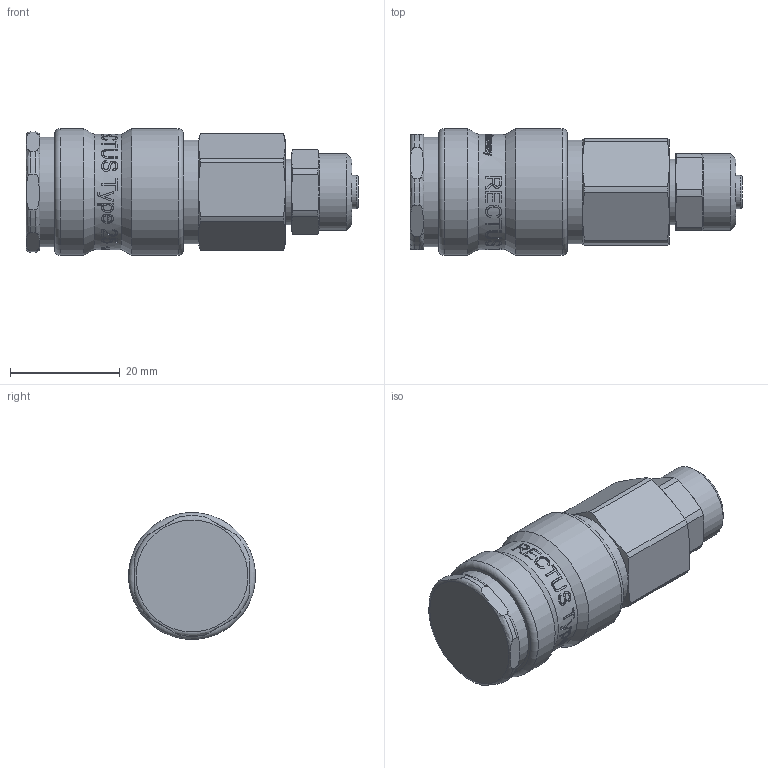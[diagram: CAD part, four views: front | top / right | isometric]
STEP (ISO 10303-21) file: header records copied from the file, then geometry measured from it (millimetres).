
FILE_DESCRIPTION((''),'2;1');
FILE_NAME('25kbko08rvx.stp','2013-02-26T15:37:08',('IA176480'),(''),'Autodesk Inventor 2011','Autodesk Inventor 2011','');
FILE_SCHEMA(('AUTOMOTIVE_DESIGN { 1 0 10303 214 1 1 1 1 }'));
Length unit declared in the file: millimetre
Products named in the file (1): D106005
Bounding box: 60.5 x 23.1 x 23.1 mm (x, y, z)
Volume: 17003.5 mm3; surface area: 8606.5 mm2
Topology: 2 solids, 3 shells, 653 faces, 1706 edges, 1124 vertices
Faces by surface type: bspline 288, plane 222, cylinder 97, cone 36, torus 10
Full cylindrical faces by diameter (mm): 6.05 x1, 6.7 x1, 11 x1, 12 x1, 12.1 x1, 12.5 x1, 14 x1, 14.914 x2, 15 x1, 15.1 x1, 15.3 x1, 15.6 x1, 16 x1, 17.25 x1, 18.95 x1, 19.35 x1, 20 x1, 20.05 x1, 21 x1, 23.15 x2
Entity records: 91668 total; most frequent: CARTESIAN_POINT 77508, ORIENTED_EDGE 3282, DIRECTION 1779, EDGE_CURVE 1641, VERTEX_POINT 1110, B_SPLINE_CURVE_WITH_KNOTS 774, EDGE_LOOP 773, FACE_OUTER_BOUND 653
